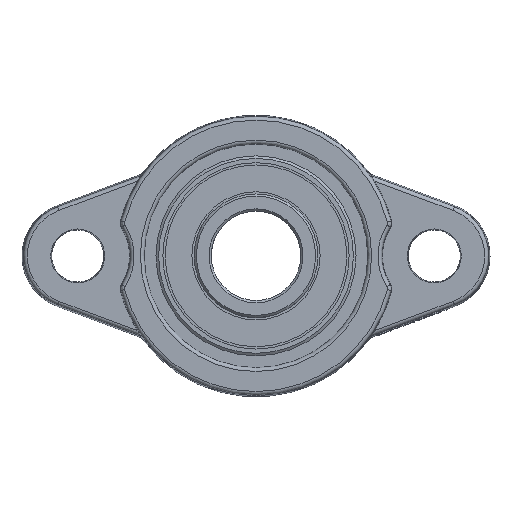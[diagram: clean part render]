
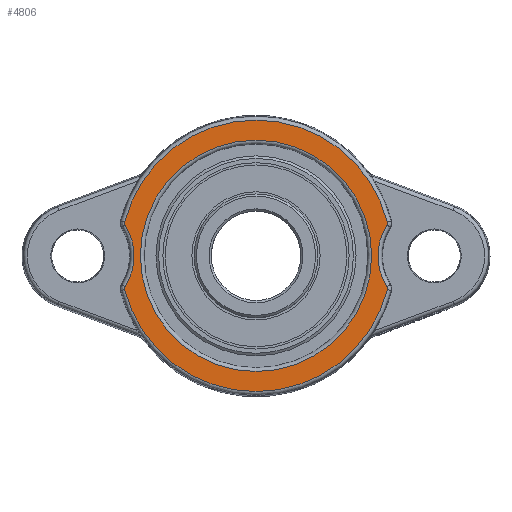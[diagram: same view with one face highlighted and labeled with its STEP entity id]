
A CAD part, top view. The second image highlights one B-rep face of the part: STEP entity #4806.
In plain terms, the highlighted planar face has unit normal (0, 0, 1).
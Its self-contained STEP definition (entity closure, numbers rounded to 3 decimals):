
#1073=B_SPLINE_CURVE_WITH_KNOTS($,3,(#6875,#6876,#6877,#6878,#6879,#6880,
#6881,#6882,#6883,#6884,#6885,#6886,#6887,#6888,#6889,#6890,#6891,#6892,
#6893),.UNSPECIFIED.,.F.,.F.,(4,3,3,3,3,3,4),(0.,0.191,
0.333,0.529,0.667,0.868,
1.),.UNSPECIFIED.);
#1074=B_SPLINE_CURVE_WITH_KNOTS($,3,(#6897,#6898,#6899,#6900,#6901,#6902,
#6903,#6904,#6905,#6906,#6907,#6908,#6909,#6910,#6911,#6912,#6913,#6914,
#6915),.UNSPECIFIED.,.F.,.F.,(4,3,3,3,3,3,4),(0.,0.132,
0.333,0.471,0.667,0.809,
1.),.UNSPECIFIED.);
#1075=B_SPLINE_CURVE_WITH_KNOTS($,3,(#6919,#6920,#6921,#6922,#6923,#6924,
#6925,#6926,#6927,#6928,#6929,#6930,#6931,#6932,#6933,#6934,#6935,#6936,
#6937),.UNSPECIFIED.,.F.,.F.,(4,3,3,3,3,3,4),(0.,0.191,
0.333,0.529,0.667,0.868,
1.),.UNSPECIFIED.);
#1076=B_SPLINE_CURVE_WITH_KNOTS($,3,(#6940,#6941,#6942,#6943,#6944,#6945,
#6946,#6947,#6948,#6949,#6950,#6951,#6952,#6953,#6954,#6955,#6956,#6957,
#6958),.UNSPECIFIED.,.F.,.F.,(4,3,3,3,3,3,4),(0.,0.132,
0.333,0.471,0.667,0.809,
1.),.UNSPECIFIED.);
#1187=FACE_BOUND($,#1525,.T.);
#1235=FACE_OUTER_BOUND($,#1524,.T.);
#1524=EDGE_LOOP($,(#3065,#3066,#3067,#3068,#3069,#3070,#3071,#3072));
#1525=EDGE_LOOP($,(#3073));
#1799=CIRCLE($,#5097,15.521);
#1800=CIRCLE($,#5099,18.208);
#1801=CIRCLE($,#5100,7.587);
#1802=CIRCLE($,#5101,18.208);
#1803=CIRCLE($,#5102,7.587);
#1906=VERTEX_POINT($,#6868);
#1907=VERTEX_POINT($,#6871);
#1908=VERTEX_POINT($,#6872);
#1909=VERTEX_POINT($,#6874);
#1910=VERTEX_POINT($,#6894);
#1911=VERTEX_POINT($,#6896);
#1912=VERTEX_POINT($,#6916);
#1913=VERTEX_POINT($,#6918);
#1914=VERTEX_POINT($,#6938);
#2360=EDGE_CURVE($,#1906,#1906,#1799,.T.);
#2361=EDGE_CURVE($,#1907,#1908,#1800,.T.);
#2362=EDGE_CURVE($,#1908,#1909,#1073,.T.);
#2363=EDGE_CURVE($,#1909,#1910,#1801,.T.);
#2364=EDGE_CURVE($,#1910,#1911,#1074,.T.);
#2365=EDGE_CURVE($,#1911,#1912,#1802,.T.);
#2366=EDGE_CURVE($,#1912,#1913,#1075,.T.);
#2367=EDGE_CURVE($,#1913,#1914,#1803,.T.);
#2368=EDGE_CURVE($,#1914,#1907,#1076,.T.);
#3065=ORIENTED_EDGE($,*,*,#2361,.T.);
#3066=ORIENTED_EDGE($,*,*,#2362,.T.);
#3067=ORIENTED_EDGE($,*,*,#2363,.T.);
#3068=ORIENTED_EDGE($,*,*,#2364,.T.);
#3069=ORIENTED_EDGE($,*,*,#2365,.T.);
#3070=ORIENTED_EDGE($,*,*,#2366,.T.);
#3071=ORIENTED_EDGE($,*,*,#2367,.T.);
#3072=ORIENTED_EDGE($,*,*,#2368,.T.);
#3073=ORIENTED_EDGE($,*,*,#2360,.F.);
#4329=PLANE($,#5098);
#4806=ADVANCED_FACE($,(#1235,#1187),#4329,.F.);
#5097=AXIS2_PLACEMENT_3D($,#6869,#5503,#5504);
#5098=AXIS2_PLACEMENT_3D($,#6870,#5505,#5506);
#5099=AXIS2_PLACEMENT_3D($,#6873,#5507,#5508);
#5100=AXIS2_PLACEMENT_3D($,#6895,#5509,#5510);
#5101=AXIS2_PLACEMENT_3D($,#6917,#5511,#5512);
#5102=AXIS2_PLACEMENT_3D($,#6939,#5513,#5514);
#5503=DIRECTION('center_axis',(0.,0.,1.));
#5504=DIRECTION('ref_axis',(0.,-1.,0.));
#5505=DIRECTION('center_axis',(0.,0.,-1.));
#5506=DIRECTION('ref_axis',(0.,-1.,0.));
#5507=DIRECTION('center_axis',(0.,0.,1.));
#5508=DIRECTION('ref_axis',(0.969,0.248,0.));
#5509=DIRECTION('center_axis',(0.,0.,-1.));
#5510=DIRECTION('ref_axis',(0.839,0.544,0.));
#5511=DIRECTION('center_axis',(0.,0.,1.));
#5512=DIRECTION('ref_axis',(-0.969,-0.248,0.));
#5513=DIRECTION('center_axis',(0.,0.,-1.));
#5514=DIRECTION('ref_axis',(-0.839,-0.544,0.));
#6868=CARTESIAN_POINT('',(0.,15.521,5.7));
#6869=CARTESIAN_POINT('Origin',(0.,0.,5.7));
#6870=CARTESIAN_POINT('Origin',(0.,0.,5.7));
#6871=CARTESIAN_POINT('',(17.638,4.523,5.7));
#6872=CARTESIAN_POINT('',(-17.638,4.523,5.7));
#6873=CARTESIAN_POINT('Origin',(0.,0.,5.7));
#6874=CARTESIAN_POINT('',(-17.573,4.127,5.7));
#6875=CARTESIAN_POINT('Ctrl Pts',(-17.638,4.523,5.7));
#6876=CARTESIAN_POINT('Ctrl Pts',(-17.644,4.497,5.7));
#6877=CARTESIAN_POINT('Ctrl Pts',(-17.649,4.471,5.7));
#6878=CARTESIAN_POINT('Ctrl Pts',(-17.651,4.445,5.7));
#6879=CARTESIAN_POINT('Ctrl Pts',(-17.653,4.425,5.7));
#6880=CARTESIAN_POINT('Ctrl Pts',(-17.654,4.406,5.7));
#6881=CARTESIAN_POINT('Ctrl Pts',(-17.653,4.387,5.7));
#6882=CARTESIAN_POINT('Ctrl Pts',(-17.652,4.36,5.7));
#6883=CARTESIAN_POINT('Ctrl Pts',(-17.65,4.333,5.7));
#6884=CARTESIAN_POINT('Ctrl Pts',(-17.645,4.306,5.7));
#6885=CARTESIAN_POINT('Ctrl Pts',(-17.641,4.287,5.7));
#6886=CARTESIAN_POINT('Ctrl Pts',(-17.637,4.269,5.7));
#6887=CARTESIAN_POINT('Ctrl Pts',(-17.631,4.251,5.7));
#6888=CARTESIAN_POINT('Ctrl Pts',(-17.623,4.224,5.7));
#6889=CARTESIAN_POINT('Ctrl Pts',(-17.613,4.199,5.7));
#6890=CARTESIAN_POINT('Ctrl Pts',(-17.6,4.174,5.7));
#6891=CARTESIAN_POINT('Ctrl Pts',(-17.592,4.158,5.7));
#6892=CARTESIAN_POINT('Ctrl Pts',(-17.583,4.142,5.7));
#6893=CARTESIAN_POINT('Ctrl Pts',(-17.573,4.127,5.7));
#6894=CARTESIAN_POINT('',(-17.573,-4.127,5.7));
#6895=CARTESIAN_POINT('Origin',(-23.94,0.,5.7));
#6896=CARTESIAN_POINT('',(-17.638,-4.523,5.7));
#6897=CARTESIAN_POINT('Ctrl Pts',(-17.573,-4.127,5.7));
#6898=CARTESIAN_POINT('Ctrl Pts',(-17.583,-4.142,5.7));
#6899=CARTESIAN_POINT('Ctrl Pts',(-17.592,-4.158,5.7));
#6900=CARTESIAN_POINT('Ctrl Pts',(-17.6,-4.174,5.7));
#6901=CARTESIAN_POINT('Ctrl Pts',(-17.613,-4.199,5.7));
#6902=CARTESIAN_POINT('Ctrl Pts',(-17.623,-4.224,5.7));
#6903=CARTESIAN_POINT('Ctrl Pts',(-17.631,-4.251,5.7));
#6904=CARTESIAN_POINT('Ctrl Pts',(-17.637,-4.269,5.7));
#6905=CARTESIAN_POINT('Ctrl Pts',(-17.641,-4.287,5.7));
#6906=CARTESIAN_POINT('Ctrl Pts',(-17.645,-4.306,5.7));
#6907=CARTESIAN_POINT('Ctrl Pts',(-17.65,-4.333,5.7));
#6908=CARTESIAN_POINT('Ctrl Pts',(-17.652,-4.36,5.7));
#6909=CARTESIAN_POINT('Ctrl Pts',(-17.653,-4.387,5.7));
#6910=CARTESIAN_POINT('Ctrl Pts',(-17.654,-4.406,5.7));
#6911=CARTESIAN_POINT('Ctrl Pts',(-17.653,-4.425,5.7));
#6912=CARTESIAN_POINT('Ctrl Pts',(-17.651,-4.445,5.7));
#6913=CARTESIAN_POINT('Ctrl Pts',(-17.649,-4.471,5.7));
#6914=CARTESIAN_POINT('Ctrl Pts',(-17.644,-4.497,5.7));
#6915=CARTESIAN_POINT('Ctrl Pts',(-17.638,-4.523,5.7));
#6916=CARTESIAN_POINT('',(17.638,-4.523,5.7));
#6917=CARTESIAN_POINT('Origin',(0.,0.,5.7));
#6918=CARTESIAN_POINT('',(17.573,-4.127,5.7));
#6919=CARTESIAN_POINT('Ctrl Pts',(17.638,-4.523,5.7));
#6920=CARTESIAN_POINT('Ctrl Pts',(17.644,-4.497,5.7));
#6921=CARTESIAN_POINT('Ctrl Pts',(17.649,-4.471,5.7));
#6922=CARTESIAN_POINT('Ctrl Pts',(17.651,-4.445,5.7));
#6923=CARTESIAN_POINT('Ctrl Pts',(17.653,-4.425,5.7));
#6924=CARTESIAN_POINT('Ctrl Pts',(17.654,-4.406,5.7));
#6925=CARTESIAN_POINT('Ctrl Pts',(17.653,-4.387,5.7));
#6926=CARTESIAN_POINT('Ctrl Pts',(17.652,-4.36,5.7));
#6927=CARTESIAN_POINT('Ctrl Pts',(17.65,-4.333,5.7));
#6928=CARTESIAN_POINT('Ctrl Pts',(17.645,-4.306,5.7));
#6929=CARTESIAN_POINT('Ctrl Pts',(17.641,-4.287,5.7));
#6930=CARTESIAN_POINT('Ctrl Pts',(17.637,-4.269,5.7));
#6931=CARTESIAN_POINT('Ctrl Pts',(17.631,-4.251,5.7));
#6932=CARTESIAN_POINT('Ctrl Pts',(17.623,-4.224,5.7));
#6933=CARTESIAN_POINT('Ctrl Pts',(17.613,-4.199,5.7));
#6934=CARTESIAN_POINT('Ctrl Pts',(17.6,-4.174,5.7));
#6935=CARTESIAN_POINT('Ctrl Pts',(17.592,-4.158,5.7));
#6936=CARTESIAN_POINT('Ctrl Pts',(17.583,-4.142,5.7));
#6937=CARTESIAN_POINT('Ctrl Pts',(17.573,-4.127,5.7));
#6938=CARTESIAN_POINT('',(17.573,4.127,5.7));
#6939=CARTESIAN_POINT('Origin',(23.94,0.,5.7));
#6940=CARTESIAN_POINT('Ctrl Pts',(17.573,4.127,5.7));
#6941=CARTESIAN_POINT('Ctrl Pts',(17.583,4.142,5.7));
#6942=CARTESIAN_POINT('Ctrl Pts',(17.592,4.158,5.7));
#6943=CARTESIAN_POINT('Ctrl Pts',(17.6,4.174,5.7));
#6944=CARTESIAN_POINT('Ctrl Pts',(17.613,4.199,5.7));
#6945=CARTESIAN_POINT('Ctrl Pts',(17.623,4.224,5.7));
#6946=CARTESIAN_POINT('Ctrl Pts',(17.631,4.251,5.7));
#6947=CARTESIAN_POINT('Ctrl Pts',(17.637,4.269,5.7));
#6948=CARTESIAN_POINT('Ctrl Pts',(17.641,4.287,5.7));
#6949=CARTESIAN_POINT('Ctrl Pts',(17.645,4.306,5.7));
#6950=CARTESIAN_POINT('Ctrl Pts',(17.65,4.333,5.7));
#6951=CARTESIAN_POINT('Ctrl Pts',(17.652,4.36,5.7));
#6952=CARTESIAN_POINT('Ctrl Pts',(17.653,4.387,5.7));
#6953=CARTESIAN_POINT('Ctrl Pts',(17.654,4.406,5.7));
#6954=CARTESIAN_POINT('Ctrl Pts',(17.653,4.425,5.7));
#6955=CARTESIAN_POINT('Ctrl Pts',(17.651,4.445,5.7));
#6956=CARTESIAN_POINT('Ctrl Pts',(17.649,4.471,5.7));
#6957=CARTESIAN_POINT('Ctrl Pts',(17.644,4.497,5.7));
#6958=CARTESIAN_POINT('Ctrl Pts',(17.638,4.523,5.7));
